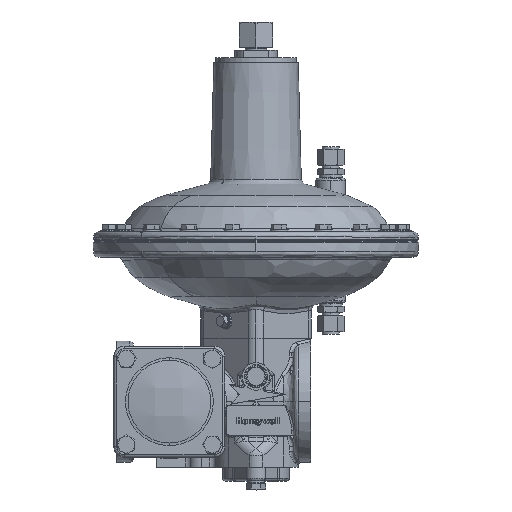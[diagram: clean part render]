
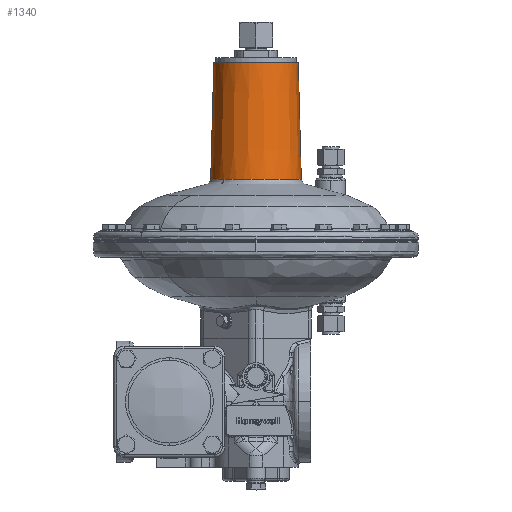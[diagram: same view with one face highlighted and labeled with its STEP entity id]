
A CAD part, top view. The second image highlights one B-rep face of the part: STEP entity #1340.
In plain terms, the highlighted conical face has half-angle 1.5 degrees and reference radius 42.883 mm.
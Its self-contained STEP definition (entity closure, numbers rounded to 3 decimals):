
#1340 = ADVANCED_FACE ( 'NONE', ( #95796 ), #88835, .T. ) ;
#3578 = AXIS2_PLACEMENT_3D ( 'NONE', #112235, #46097, #123377 ) ;
#3714 = DIRECTION ( 'NONE',  ( -0.026, -1., 0. ) ) ;
#6693 = AXIS2_PLACEMENT_3D ( 'NONE', #126201, #60027, #137316 ) ;
#13654 = VERTEX_POINT ( 'NONE', #122728 ) ;
#17956 = CARTESIAN_POINT ( 'NONE',  ( 85.871, 212.654, 0. ) ) ;
#20098 = DIRECTION ( 'NONE',  ( 0., 1., 0. ) ) ;
#22169 = ORIENTED_EDGE ( 'NONE', *, *, #38103, .T. ) ;
#22422 = CIRCLE ( 'NONE', #3578, 40. ) ;
#23528 = EDGE_CURVE ( 'NONE', #13654, #72565, #136334, .T. ) ;
#36634 = EDGE_CURVE ( 'NONE', #13654, #60254, #22422, .T. ) ;
#38103 = EDGE_CURVE ( 'NONE', #60254, #78053, #120620, .T. ) ;
#38859 = CARTESIAN_POINT ( 'NONE',  ( 85.871, 212.654, 0. ) ) ;
#40257 = ORIENTED_EDGE ( 'NONE', *, *, #23528, .F. ) ;
#41319 = CARTESIAN_POINT ( 'NONE',  ( 12.665, 212.654, 30.323 ) ) ;
#46097 = DIRECTION ( 'NONE',  ( 0., -1., 0. ) ) ;
#47983 = CIRCLE ( 'NONE', #6693, 42.883 ) ;
#49148 = CARTESIAN_POINT ( 'NONE',  ( 0.105, 212.654, 0. ) ) ;
#59158 = DIRECTION ( 'NONE',  ( 0., -1., 0. ) ) ;
#60027 = DIRECTION ( 'NONE',  ( 0., 1., 0. ) ) ;
#60254 = VERTEX_POINT ( 'NONE', #69693 ) ;
#64029 = ORIENTED_EDGE ( 'NONE', *, *, #64493, .T. ) ;
#64493 = EDGE_CURVE ( 'NONE', #78053, #103410, #126747, .T. ) ;
#69693 = CARTESIAN_POINT ( 'NONE',  ( 2.988, 322.759, 0. ) ) ;
#70675 = ORIENTED_EDGE ( 'NONE', *, *, #36634, .T. ) ;
#72565 = VERTEX_POINT ( 'NONE', #38859 ) ;
#77822 = AXIS2_PLACEMENT_3D ( 'NONE', #86142, #20098, #97205 ) ;
#78053 = VERTEX_POINT ( 'NONE', #49148 ) ;
#78824 = CARTESIAN_POINT ( 'NONE',  ( 0.105, 212.654, 0. ) ) ;
#80345 = CARTESIAN_POINT ( 'NONE',  ( 42.988, 212.654, 0. ) ) ;
#83974 = DIRECTION ( 'NONE',  ( 0.026, -1., 0. ) ) ;
#86142 = CARTESIAN_POINT ( 'NONE',  ( 42.988, 212.654, 0. ) ) ;
#88835 = CONICAL_SURFACE ( 'NONE', #116995, 42.883, 0.026 ) ;
#91184 = VECTOR ( 'NONE', #3714, 1000. ) ;
#95098 = EDGE_LOOP ( 'NONE', ( #70675, #22169, #64029, #117693, #40257 ) ) ;
#95796 = FACE_OUTER_BOUND ( 'NONE', #95098, .T. ) ;
#97205 = DIRECTION ( 'NONE',  ( -0.707, 0., 0.707 ) ) ;
#102550 = DIRECTION ( 'NONE',  ( 1., 0., 0. ) ) ;
#103410 = VERTEX_POINT ( 'NONE', #41319 ) ;
#112235 = CARTESIAN_POINT ( 'NONE',  ( 42.988, 322.759, 0. ) ) ;
#116995 = AXIS2_PLACEMENT_3D ( 'NONE', #80345, #59158, #102550 ) ;
#117693 = ORIENTED_EDGE ( 'NONE', *, *, #124927, .T. ) ;
#120620 = LINE ( 'NONE', #78824, #91184 ) ;
#122728 = CARTESIAN_POINT ( 'NONE',  ( 82.988, 322.759, 0. ) ) ;
#123377 = DIRECTION ( 'NONE',  ( 1., 0., 0. ) ) ;
#124927 = EDGE_CURVE ( 'NONE', #103410, #72565, #47983, .T. ) ;
#126201 = CARTESIAN_POINT ( 'NONE',  ( 42.988, 212.654, 0. ) ) ;
#126747 = CIRCLE ( 'NONE', #77822, 42.883 ) ;
#129410 = VECTOR ( 'NONE', #83974, 1000. ) ;
#136334 = LINE ( 'NONE', #17956, #129410 ) ;
#137316 = DIRECTION ( 'NONE',  ( -0.707, 0., 0.707 ) ) ;
